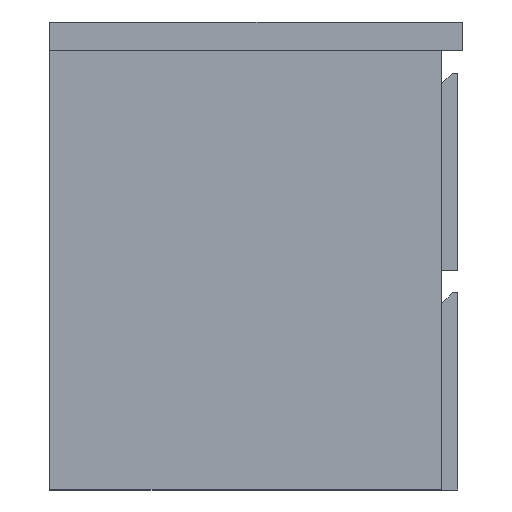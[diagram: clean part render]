
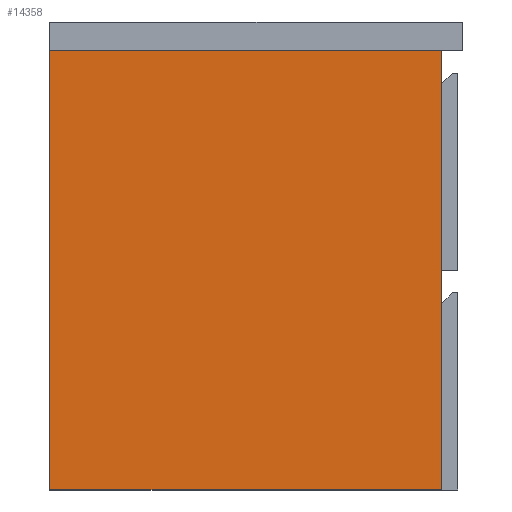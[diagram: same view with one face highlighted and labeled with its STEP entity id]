
A CAD part, left-side view. The second image highlights one B-rep face of the part: STEP entity #14358.
In plain terms, the highlighted face is planar.
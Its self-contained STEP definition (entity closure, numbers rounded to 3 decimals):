
#1564 = CARTESIAN_POINT ( 'NONE',  ( 0., 0., -2. ) ) ;
#1676 = CARTESIAN_POINT ( 'NONE',  ( 0., 437., -2. ) ) ;
#1813 = VECTOR ( 'NONE', #18358, 1000. ) ;
#2677 = ORIENTED_EDGE ( 'NONE', *, *, #12624, .F. ) ;
#3117 = ORIENTED_EDGE ( 'NONE', *, *, #15534, .F. ) ;
#3287 = DIRECTION ( 'NONE',  ( 1., 0., 0. ) ) ;
#3560 = DIRECTION ( 'NONE',  ( 0., 0., -1. ) ) ;
#4271 = CARTESIAN_POINT ( 'NONE',  ( 0., 437., -2. ) ) ;
#5446 = DIRECTION ( 'NONE',  ( -1., 0., 0. ) ) ;
#5637 = VECTOR ( 'NONE', #21625, 1000. ) ;
#7244 = CARTESIAN_POINT ( 'NONE',  ( 0., 437., -2. ) ) ;
#8173 = FACE_OUTER_BOUND ( 'NONE', #15303, .T. ) ;
#9651 = CARTESIAN_POINT ( 'NONE',  ( 490., 437., -2. ) ) ;
#10144 = EDGE_CURVE ( 'EFI100', #11586, #19372, #16718, .T. ) ;
#10976 = DIRECTION ( 'NONE',  ( -1., 0., 0. ) ) ;
#11513 = LINE ( 'NONE', #7244, #13873 ) ;
#11586 = VERTEX_POINT ( 'NONE', #24245 ) ;
#12624 = EDGE_CURVE ( 'EFI103', #19372, #23235, #11513, .T. ) ;
#12841 = PLANE ( 'NONE',  #13067 ) ;
#12849 = ORIENTED_EDGE ( 'NONE', *, *, #10144, .F. ) ;
#13067 = AXIS2_PLACEMENT_3D ( 'NONE', #1676, #3560, #5446 ) ;
#13248 = CARTESIAN_POINT ( 'NONE',  ( 0., 437., -2. ) ) ;
#13873 = VECTOR ( 'NONE', #10976, 1000. ) ;
#14358 = ADVANCED_FACE ( 'NONE', ( #8173 ), #12841, .T. ) ;
#15303 = EDGE_LOOP ( 'NONE', ( #17571, #2677, #12849, #3117 ) ) ;
#15411 = CARTESIAN_POINT ( 'NONE',  ( 0., 0., -2. ) ) ;
#15534 = EDGE_CURVE ( 'EFI101', #18012, #11586, #15968, .T. ) ;
#15968 = LINE ( 'NONE', #1564, #23343 ) ;
#16718 = LINE ( 'NONE', #20165, #1813 ) ;
#17571 = ORIENTED_EDGE ( 'NONE', *, *, #19471, .F. ) ;
#18012 = VERTEX_POINT ( 'NONE', #15411 ) ;
#18179 = LINE ( 'NONE', #4271, #5637 ) ;
#18358 = DIRECTION ( 'NONE',  ( 0., 1., 0. ) ) ;
#19372 = VERTEX_POINT ( 'NONE', #9651 ) ;
#19471 = EDGE_CURVE ( 'EFI102', #23235, #18012, #18179, .T. ) ;
#20165 = CARTESIAN_POINT ( 'NONE',  ( 490., 437., -2. ) ) ;
#21625 = DIRECTION ( 'NONE',  ( 0., -1., 0. ) ) ;
#23235 = VERTEX_POINT ( 'NONE', #13248 ) ;
#23343 = VECTOR ( 'NONE', #3287, 1000. ) ;
#24245 = CARTESIAN_POINT ( 'NONE',  ( 490., 0., -2. ) ) ;
